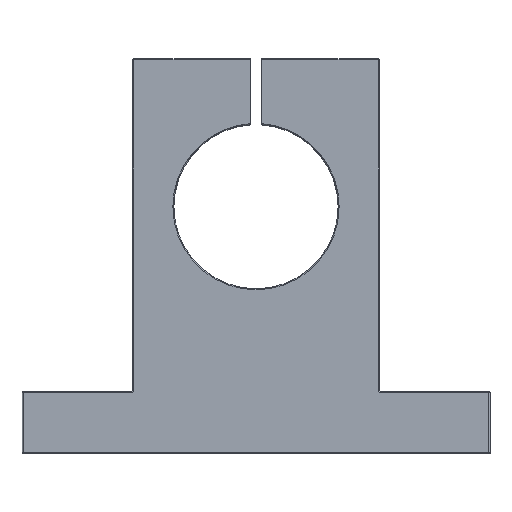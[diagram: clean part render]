
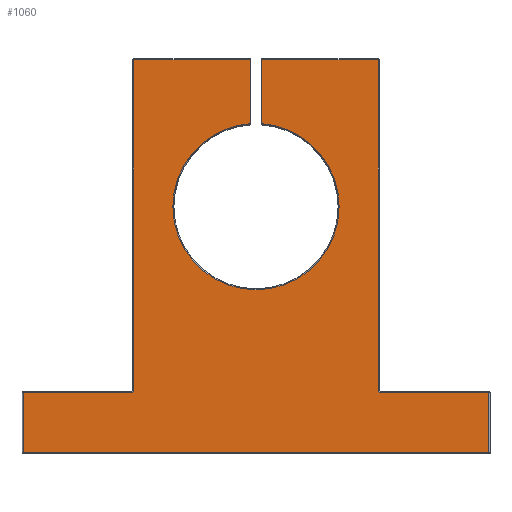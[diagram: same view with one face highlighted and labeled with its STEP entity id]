
A CAD part, top view. The second image highlights one B-rep face of the part: STEP entity #1060.
In plain terms, the highlighted planar face has unit normal (0, 0, 1).
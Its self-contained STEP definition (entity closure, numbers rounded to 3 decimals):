
#3 = EDGE_CURVE ( 'NONE', #94, #93, #787, .T. ) ;
#17 = EDGE_CURVE ( 'NONE', #121, #61, #812, .T. ) ;
#18 = EDGE_CURVE ( 'NONE', #94, #95, #815, .T. ) ;
#19 = EDGE_CURVE ( 'NONE', #81, #120, #816, .T. ) ;
#20 = EDGE_CURVE ( 'NONE', #61, #95, #814, .T. ) ;
#21 = EDGE_CURVE ( 'NONE', #93, #114, #817, .T. ) ;
#22 = EDGE_CURVE ( 'NONE', #132, #131, #821, .T. ) ;
#23 = EDGE_CURVE ( 'NONE', #107, #96, #820, .T. ) ;
#24 = EDGE_CURVE ( 'NONE', #132, #126, #822, .T. ) ;
#25 = EDGE_CURVE ( 'NONE', #96, #131, #824, .T. ) ;
#61 = VERTEX_POINT ( 'NONE', #289 ) ;
#62 = CARTESIAN_POINT ( 'NONE',  ( -57., 14.75, 18. ) ) ;
#81 = VERTEX_POINT ( 'NONE', #308 ) ;
#83 = VERTEX_POINT ( 'NONE', #310 ) ;
#86 = VERTEX_POINT ( 'NONE', #313 ) ;
#93 = VERTEX_POINT ( 'NONE', #320 ) ;
#94 = VERTEX_POINT ( 'NONE', #321 ) ;
#95 = VERTEX_POINT ( 'NONE', #322 ) ;
#96 = VERTEX_POINT ( 'NONE', #323 ) ;
#102 = VERTEX_POINT ( 'NONE', #329 ) ;
#107 = VERTEX_POINT ( 'NONE', #334 ) ;
#114 = VERTEX_POINT ( 'NONE', #858 ) ;
#120 = VERTEX_POINT ( 'NONE', #873 ) ;
#121 = VERTEX_POINT ( 'NONE', #893 ) ;
#126 = VERTEX_POINT ( 'NONE', #1391 ) ;
#131 = VERTEX_POINT ( 'NONE', #1396 ) ;
#132 = VERTEX_POINT ( 'NONE', #1397 ) ;
#156 = DIRECTION ( 'NONE',  ( -1., 0., 0. ) ) ;
#182 = CARTESIAN_POINT ( 'NONE',  ( -30.25, 15.25, 18. ) ) ;
#188 = CARTESIAN_POINT ( 'NONE',  ( -30., 95.75, 18. ) ) ;
#189 = DIRECTION ( 'NONE',  ( -1., 0., 0. ) ) ;
#190 = CARTESIAN_POINT ( 'NONE',  ( 30.25, 15.25, 18. ) ) ;
#191 = DIRECTION ( 'NONE',  ( 0., 0., 1. ) ) ;
#192 = DIRECTION ( 'NONE',  ( 1., 0., 0. ) ) ;
#193 = CARTESIAN_POINT ( 'NONE',  ( 0., 60., 18. ) ) ;
#194 = CARTESIAN_POINT ( 'NONE',  ( 56.75, 15., 18. ) ) ;
#195 = DIRECTION ( 'NONE',  ( 0., 0., -1. ) ) ;
#196 = DIRECTION ( 'NONE',  ( 1., 0., 0. ) ) ;
#197 = CARTESIAN_POINT ( 'NONE',  ( -29.75, 15., 18. ) ) ;
#198 = DIRECTION ( 'NONE',  ( 0., -1., 0. ) ) ;
#199 = CARTESIAN_POINT ( 'NONE',  ( -56.75, 0., 18. ) ) ;
#200 = DIRECTION ( 'NONE',  ( 0., -1., 0. ) ) ;
#201 = DIRECTION ( 'NONE',  ( 0., 0., 1. ) ) ;
#202 = DIRECTION ( 'NONE',  ( 1., 0., 0. ) ) ;
#204 = DIRECTION ( 'NONE',  ( 0., 1., 0. ) ) ;
#205 = CARTESIAN_POINT ( 'NONE',  ( 29.75, 96., 18. ) ) ;
#206 = DIRECTION ( 'NONE',  ( 0., 1., 0. ) ) ;
#207 = CARTESIAN_POINT ( 'NONE',  ( 30., 14.75, 18. ) ) ;
#208 = DIRECTION ( 'NONE',  ( -1., 0., 0. ) ) ;
#289 = CARTESIAN_POINT ( 'NONE',  ( -29.75, 95.75, 18. ) ) ;
#308 = CARTESIAN_POINT ( 'NONE',  ( -20.25, 60., 18. ) ) ;
#310 = CARTESIAN_POINT ( 'NONE',  ( 20.25, 60., 18. ) ) ;
#313 = CARTESIAN_POINT ( 'NONE',  ( 1.4, 80.202, 18. ) ) ;
#320 = CARTESIAN_POINT ( 'NONE',  ( -56.75, 14.75, 18. ) ) ;
#321 = CARTESIAN_POINT ( 'NONE',  ( -30.25, 14.75, 18. ) ) ;
#322 = CARTESIAN_POINT ( 'NONE',  ( -29.75, 15.25, 18. ) ) ;
#323 = CARTESIAN_POINT ( 'NONE',  ( 56.75, 14.75, 18. ) ) ;
#329 = CARTESIAN_POINT ( 'NONE',  ( 1.4, 95.75, 18. ) ) ;
#334 = CARTESIAN_POINT ( 'NONE',  ( 56.75, 0., 18. ) ) ;
#343 = EDGE_CURVE ( 'NONE', #86, #83, #1139, .T. ) ;
#351 = EDGE_CURVE ( 'NONE', #83, #81, #1148, .T. ) ;
#383 = EDGE_CURVE ( 'NONE', #121, #120, #1194, .T. ) ;
#394 = EDGE_CURVE ( 'NONE', #86, #102, #1206, .T. ) ;
#400 = EDGE_CURVE ( 'NONE', #126, #102, #1219, .T. ) ;
#407 = EDGE_CURVE ( 'NONE', #114, #107, #1230, .T. ) ;
#414 = EDGE_LOOP ( 'NONE', ( #585, #586, #587, #588, #589, #590, #591, #592, #593, #594, #595, #596, #597, #598, #599, #600 ) ) ;
#585 = ORIENTED_EDGE ( 'NONE', *, *, #394, .F. ) ;
#586 = ORIENTED_EDGE ( 'NONE', *, *, #343, .T. ) ;
#587 = ORIENTED_EDGE ( 'NONE', *, *, #351, .T. ) ;
#588 = ORIENTED_EDGE ( 'NONE', *, *, #19, .T. ) ;
#589 = ORIENTED_EDGE ( 'NONE', *, *, #383, .F. ) ;
#590 = ORIENTED_EDGE ( 'NONE', *, *, #17, .T. ) ;
#591 = ORIENTED_EDGE ( 'NONE', *, *, #20, .T. ) ;
#592 = ORIENTED_EDGE ( 'NONE', *, *, #18, .F. ) ;
#593 = ORIENTED_EDGE ( 'NONE', *, *, #3, .T. ) ;
#594 = ORIENTED_EDGE ( 'NONE', *, *, #21, .T. ) ;
#595 = ORIENTED_EDGE ( 'NONE', *, *, #407, .T. ) ;
#596 = ORIENTED_EDGE ( 'NONE', *, *, #23, .T. ) ;
#597 = ORIENTED_EDGE ( 'NONE', *, *, #25, .T. ) ;
#598 = ORIENTED_EDGE ( 'NONE', *, *, #22, .F. ) ;
#599 = ORIENTED_EDGE ( 'NONE', *, *, #24, .T. ) ;
#600 = ORIENTED_EDGE ( 'NONE', *, *, #400, .T. ) ;
#785 = VECTOR ( 'NONE', #156, 1000. ) ;
#787 = LINE ( 'NONE', #62, #785 ) ;
#790 = VECTOR ( 'NONE', #198, 1000. ) ;
#805 = VECTOR ( 'NONE', #204, 1000. ) ;
#812 = LINE ( 'NONE', #188, #813 ) ;
#813 = VECTOR ( 'NONE', #189, 1000. ) ;
#814 = LINE ( 'NONE', #197, #790 ) ;
#815 = CIRCLE ( 'NONE', #915, 0.5 ) ;
#816 = CIRCLE ( 'NONE', #914, 20.25 ) ;
#817 = LINE ( 'NONE', #199, #818 ) ;
#818 = VECTOR ( 'NONE', #200, 1000. ) ;
#820 = LINE ( 'NONE', #194, #805 ) ;
#821 = CIRCLE ( 'NONE', #918, 0.5 ) ;
#822 = LINE ( 'NONE', #205, #823 ) ;
#823 = VECTOR ( 'NONE', #206, 1000. ) ;
#824 = LINE ( 'NONE', #207, #825 ) ;
#825 = VECTOR ( 'NONE', #208, 1000. ) ;
#858 = CARTESIAN_POINT ( 'NONE',  ( -56.75, 0., 18. ) ) ;
#873 = CARTESIAN_POINT ( 'NONE',  ( -1.4, 80.202, 18. ) ) ;
#893 = CARTESIAN_POINT ( 'NONE',  ( -1.4, 95.75, 18. ) ) ;
#914 = AXIS2_PLACEMENT_3D ( 'NONE', #193, #195, #196 ) ;
#915 = AXIS2_PLACEMENT_3D ( 'NONE', #182, #191, #192 ) ;
#918 = AXIS2_PLACEMENT_3D ( 'NONE', #190, #201, #202 ) ;
#933 = AXIS2_PLACEMENT_3D ( 'NONE', #1439, #1447, #1448 ) ;
#936 = AXIS2_PLACEMENT_3D ( 'NONE', #1421, #1423, #1424 ) ;
#1003 = AXIS2_PLACEMENT_3D ( 'NONE', #1716, #1725, #1726 ) ;
#1060 = ADVANCED_FACE ( 'NONE', ( #1286 ), #1709, .T. ) ;
#1139 = CIRCLE ( 'NONE', #936, 20.25 ) ;
#1148 = CIRCLE ( 'NONE', #933, 20.25 ) ;
#1176 = VECTOR ( 'NONE', #1540, 1000. ) ;
#1194 = LINE ( 'NONE', #1539, #1176 ) ;
#1206 = LINE ( 'NONE', #1567, #1207 ) ;
#1207 = VECTOR ( 'NONE', #1568, 1000. ) ;
#1219 = LINE ( 'NONE', #1580, #1220 ) ;
#1220 = VECTOR ( 'NONE', #1581, 1000. ) ;
#1230 = LINE ( 'NONE', #1597, #1231 ) ;
#1231 = VECTOR ( 'NONE', #1598, 1000. ) ;
#1286 = FACE_OUTER_BOUND ( 'NONE', #414, .T. ) ;
#1391 = CARTESIAN_POINT ( 'NONE',  ( 29.75, 95.75, 18. ) ) ;
#1396 = CARTESIAN_POINT ( 'NONE',  ( 30.25, 14.75, 18. ) ) ;
#1397 = CARTESIAN_POINT ( 'NONE',  ( 29.75, 15.25, 18. ) ) ;
#1421 = CARTESIAN_POINT ( 'NONE',  ( 0., 60., 18. ) ) ;
#1423 = DIRECTION ( 'NONE',  ( 0., 0., -1. ) ) ;
#1424 = DIRECTION ( 'NONE',  ( 1., 0., 0. ) ) ;
#1439 = CARTESIAN_POINT ( 'NONE',  ( 0., 60., 18. ) ) ;
#1447 = DIRECTION ( 'NONE',  ( 0., 0., -1. ) ) ;
#1448 = DIRECTION ( 'NONE',  ( 1., 0., 0. ) ) ;
#1539 = CARTESIAN_POINT ( 'NONE',  ( -1.4, 96., 18. ) ) ;
#1540 = DIRECTION ( 'NONE',  ( 0., -1., 0. ) ) ;
#1567 = CARTESIAN_POINT ( 'NONE',  ( 1.4, 96., 18. ) ) ;
#1568 = DIRECTION ( 'NONE',  ( 0., 1., 0. ) ) ;
#1580 = CARTESIAN_POINT ( 'NONE',  ( -30., 95.75, 18. ) ) ;
#1581 = DIRECTION ( 'NONE',  ( -1., 0., 0. ) ) ;
#1597 = CARTESIAN_POINT ( 'NONE',  ( -57., 0., 18. ) ) ;
#1598 = DIRECTION ( 'NONE',  ( 1., 0., 0. ) ) ;
#1709 = PLANE ( 'NONE',  #1003 ) ;
#1716 = CARTESIAN_POINT ( 'NONE',  ( 30., 96., 18. ) ) ;
#1725 = DIRECTION ( 'NONE',  ( 0., 0., 1. ) ) ;
#1726 = DIRECTION ( 'NONE',  ( 1., 0., 0. ) ) ;
